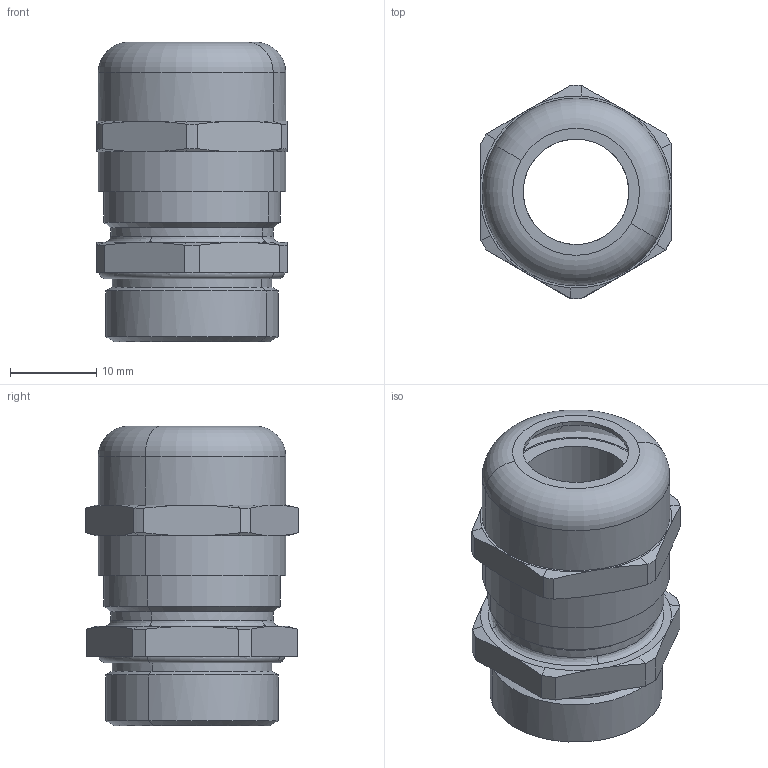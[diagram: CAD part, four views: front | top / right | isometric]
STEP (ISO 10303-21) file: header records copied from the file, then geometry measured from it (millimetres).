
FILE_DESCRIPTION(('CATIA V5R24 STEP','CAx-IF Rec.Pracs.--- Model Styling and Organization---1.2---2011-12-15'),'2;1');
FILE_NAME ('D1458922_0_1909510000_1909510000.stp','2018-06-04T09:28:25+00:00',('none'),('Weidmueller'),'CATIA Version 5-6 Release 2014 SP4 HF52','CATIA V5 STEP AP214','none');
FILE_SCHEMA(('AUTOMOTIVE_DESIGN { 1 0 10303 214 1 1 1 1 }'));
Length unit declared in the file: millimetre
Products named in the file (1): VG_M20_MS
Bounding box: 22 x 24.7 x 34.66 mm (x, y, z)
Volume: 5893.1 mm3; surface area: 9203.5 mm2
Topology: 5 solids, 5 shells, 187 faces, 480 edges, 306 vertices
Faces by surface type: cone 60, cylinder 56, plane 30, torus 21, bspline 20
Entity records: 6132 total; most frequent: CARTESIAN_POINT 1992, ORIENTED_EDGE 960, DIRECTION 649, EDGE_CURVE 480, AXIS2_PLACEMENT_3D 352, VERTEX_POINT 306, EDGE_LOOP 204, CIRCLE 189
